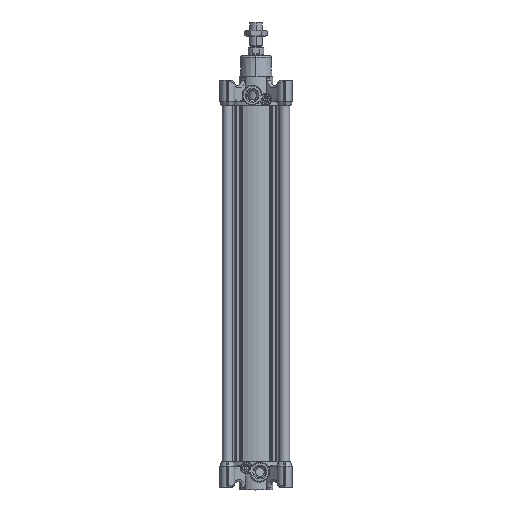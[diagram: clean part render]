
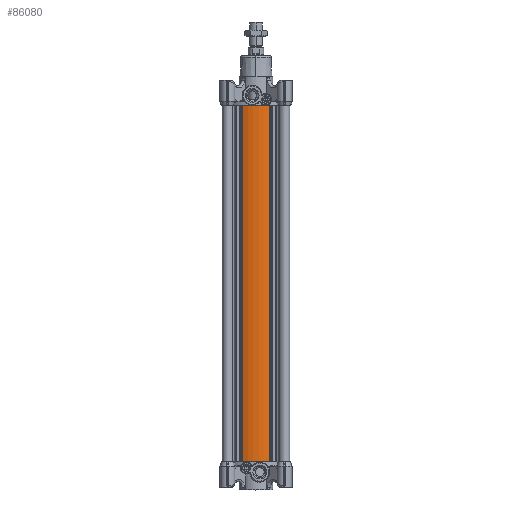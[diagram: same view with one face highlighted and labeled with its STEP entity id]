
A CAD part, top view. The second image highlights one B-rep face of the part: STEP entity #86080.
In plain terms, the highlighted cylindrical face has radius 52.75 mm (diameter 105.5 mm), a partial arc.
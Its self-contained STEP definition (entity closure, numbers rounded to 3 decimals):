
#5631 = CARTESIAN_POINT ( 'NONE',  ( 21.399, 540., 48.214 ) ) ;
#6334 = VERTEX_POINT ( 'NONE', #102507 ) ;
#6942 = CARTESIAN_POINT ( 'NONE',  ( -21.399, 40., 48.214 ) ) ;
#8402 = CARTESIAN_POINT ( 'NONE',  ( 0., 540., 0. ) ) ;
#10793 = DIRECTION ( 'NONE',  ( -1., 0., 0. ) ) ;
#14428 = EDGE_CURVE ( 'NONE', #41009, #70292, #70745, .T. ) ;
#20874 = CIRCLE ( 'NONE', #60405, 52.75 ) ;
#21122 = ORIENTED_EDGE ( 'NONE', *, *, #24500, .T. ) ;
#22283 = CARTESIAN_POINT ( 'NONE',  ( -21.399, 540., 48.214 ) ) ;
#24500 = EDGE_CURVE ( 'NONE', #6334, #41009, #78276, .T. ) ;
#25558 = CARTESIAN_POINT ( 'NONE',  ( -21.399, 598., 48.214 ) ) ;
#27840 = CARTESIAN_POINT ( 'NONE',  ( 0., 598., 0. ) ) ;
#31568 = AXIS2_PLACEMENT_3D ( 'NONE', #27840, #37105, #53752 ) ;
#32696 = DIRECTION ( 'NONE',  ( 0., 1., 0. ) ) ;
#37105 = DIRECTION ( 'NONE',  ( 0., -1., 0. ) ) ;
#39924 = DIRECTION ( 'NONE',  ( 1., 0., 0. ) ) ;
#40375 = EDGE_LOOP ( 'NONE', ( #110588, #57025, #70002, #21122 ) ) ;
#40743 = DIRECTION ( 'NONE',  ( 0., 1., 0. ) ) ;
#41009 = VERTEX_POINT ( 'NONE', #88782 ) ;
#53752 = DIRECTION ( 'NONE',  ( 1., 0., 0. ) ) ;
#57025 = ORIENTED_EDGE ( 'NONE', *, *, #91922, .F. ) ;
#60405 = AXIS2_PLACEMENT_3D ( 'NONE', #116805, #105131, #39924 ) ;
#70002 = ORIENTED_EDGE ( 'NONE', *, *, #113167, .F. ) ;
#70292 = VERTEX_POINT ( 'NONE', #25558 ) ;
#70745 = CIRCLE ( 'NONE', #31568, 52.75 ) ;
#72732 = AXIS2_PLACEMENT_3D ( 'NONE', #8402, #112403, #10793 ) ;
#74249 = FACE_OUTER_BOUND ( 'NONE', #40375, .T. ) ;
#75444 = CYLINDRICAL_SURFACE ( 'NONE', #72732, 52.75 ) ;
#78276 = LINE ( 'NONE', #5631, #108757 ) ;
#86080 = ADVANCED_FACE ( 'NONE', ( #74249 ), #75444, .T. ) ;
#86495 = VECTOR ( 'NONE', #40743, 1000. ) ;
#88782 = CARTESIAN_POINT ( 'NONE',  ( 21.399, 598., 48.214 ) ) ;
#89947 = LINE ( 'NONE', #22283, #86495 ) ;
#91922 = EDGE_CURVE ( 'NONE', #121723, #70292, #89947, .T. ) ;
#102507 = CARTESIAN_POINT ( 'NONE',  ( 21.399, 40., 48.214 ) ) ;
#105131 = DIRECTION ( 'NONE',  ( 0., -1., 0. ) ) ;
#108757 = VECTOR ( 'NONE', #32696, 1000. ) ;
#110588 = ORIENTED_EDGE ( 'NONE', *, *, #14428, .T. ) ;
#112403 = DIRECTION ( 'NONE',  ( 0., 1., 0. ) ) ;
#113167 = EDGE_CURVE ( 'NONE', #6334, #121723, #20874, .T. ) ;
#116805 = CARTESIAN_POINT ( 'NONE',  ( 0., 40., 0. ) ) ;
#121723 = VERTEX_POINT ( 'NONE', #6942 ) ;
